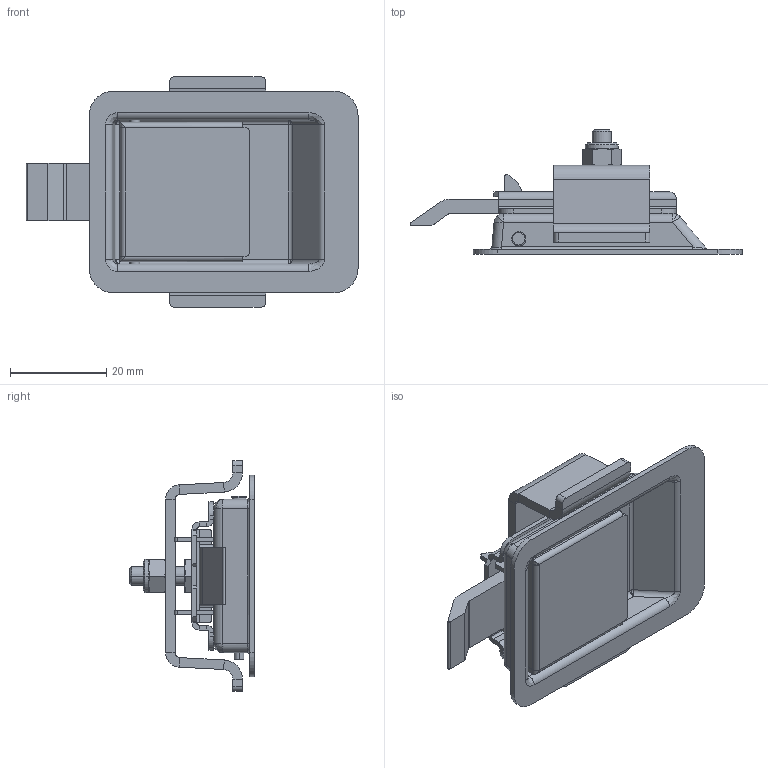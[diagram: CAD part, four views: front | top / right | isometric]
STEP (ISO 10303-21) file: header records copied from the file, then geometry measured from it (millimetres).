
FILE_DESCRIPTION(/* description */ (''),/* implementation_level */ '2;1');
FILE_NAME(/* name */ 'ms866-8',/* time_stamp */ '2024-10-24T16:20:35+08:00',/* author */ (''),/* organization */ (''),/* preprocessor_version */ 'ST-DEVELOPER v19.2',/* originating_system */ 'Rhino 8.5',/* authorisation */ '');
FILE_SCHEMA (('CONFIG_CONTROL_DESIGN'));
Length unit declared in the file: millimetre
Products named in the file (1): Document
Bounding box: 69.16 x 26 x 48 mm (x, y, z)
Volume: 8434.4 mm3; surface area: 16864.3 mm2
Topology: 7 solids, 10 shells, 383 faces, 922 edges, 524 vertices
Faces by surface type: plane 207, cylinder 119, bspline 57
Entity records: 13246 total; most frequent: CARTESIAN_POINT 5755, ORIENTED_EDGE 1776, EDGE_CURVE 904, DIRECTION 870, B_SPLINE_CURVE_WITH_KNOTS 626, AXIS2_PLACEMENT_3D 598, VERTEX_POINT 524, EDGE_LOOP 418
